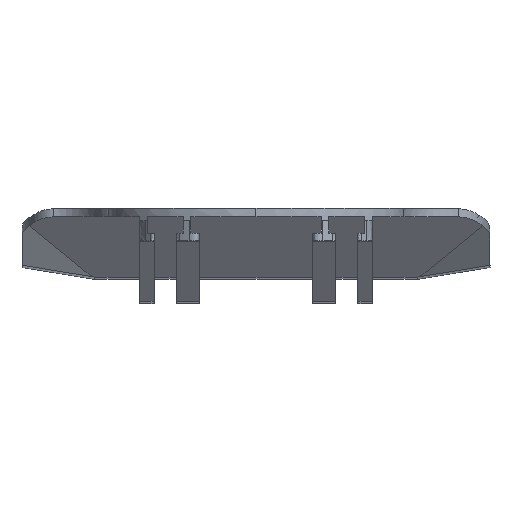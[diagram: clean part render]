
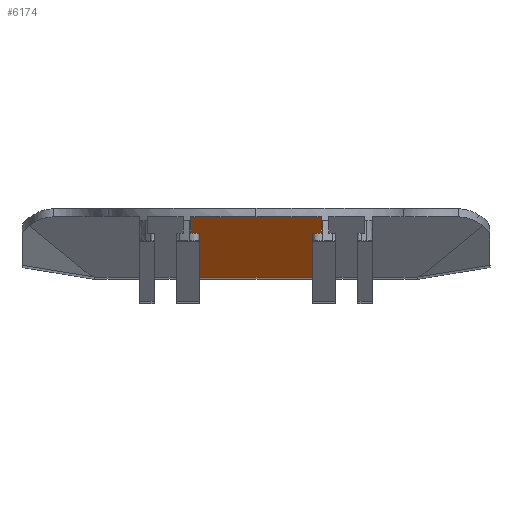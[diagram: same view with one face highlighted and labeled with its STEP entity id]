
A CAD part, top view. The second image highlights one B-rep face of the part: STEP entity #6174.
In plain terms, the highlighted planar face has unit normal (0, -0.937, 0.348).
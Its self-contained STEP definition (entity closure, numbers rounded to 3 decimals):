
#11 = ORIENTED_EDGE ( 'NONE', *, *, #646, .F. ) ;
#120 = LINE ( 'NONE', #7844, #2633 ) ;
#192 = LINE ( 'NONE', #1460, #4771 ) ;
#490 = LINE ( 'NONE', #3097, #5246 ) ;
#646 = EDGE_CURVE ( 'NONE', #7362, #5917, #192, .T. ) ;
#738 = CARTESIAN_POINT ( 'NONE',  ( -28.25, 36.5, 352.575 ) ) ;
#938 = VERTEX_POINT ( 'NONE', #2583 ) ;
#1035 = DIRECTION ( 'NONE',  ( 0., 0.348, 0.937 ) ) ;
#1159 = FACE_OUTER_BOUND ( 'NONE', #3663, .T. ) ;
#1451 = ORIENTED_EDGE ( 'NONE', *, *, #4201, .T. ) ;
#1460 = CARTESIAN_POINT ( 'NONE',  ( 28.25, 36.5, 352.575 ) ) ;
#1467 = CARTESIAN_POINT ( 'NONE',  ( 28.25, 10.5, 282.575 ) ) ;
#1956 = ORIENTED_EDGE ( 'NONE', *, *, #3001, .T. ) ;
#2583 = CARTESIAN_POINT ( 'NONE',  ( -28.25, 10.5, 282.575 ) ) ;
#2633 = VECTOR ( 'NONE', #3869, 1000. ) ;
#2759 = DIRECTION ( 'NONE',  ( 0., -0.348, -0.937 ) ) ;
#2924 = DIRECTION ( 'NONE',  ( 0., -0.348, -0.937 ) ) ;
#2940 = AXIS2_PLACEMENT_3D ( 'NONE', #4923, #5676, #1035 ) ;
#3001 = EDGE_CURVE ( 'NONE', #7362, #4017, #120, .T. ) ;
#3054 = DIRECTION ( 'NONE',  ( -1., 0., 0. ) ) ;
#3097 = CARTESIAN_POINT ( 'NONE',  ( 28.25, 10.5, 282.575 ) ) ;
#3663 = EDGE_LOOP ( 'NONE', ( #1956, #1451, #6697, #11 ) ) ;
#3869 = DIRECTION ( 'NONE',  ( -1., 0., 0. ) ) ;
#4017 = VERTEX_POINT ( 'NONE', #738 ) ;
#4201 = EDGE_CURVE ( 'NONE', #4017, #938, #4203, .T. ) ;
#4203 = LINE ( 'NONE', #4960, #5457 ) ;
#4771 = VECTOR ( 'NONE', #2759, 1000. ) ;
#4923 = CARTESIAN_POINT ( 'NONE',  ( 28.25, 36.5, 352.575 ) ) ;
#4960 = CARTESIAN_POINT ( 'NONE',  ( -28.25, 36.5, 352.575 ) ) ;
#5246 = VECTOR ( 'NONE', #3054, 1000. ) ;
#5457 = VECTOR ( 'NONE', #2924, 1000. ) ;
#5510 = CARTESIAN_POINT ( 'NONE',  ( 28.25, 36.5, 352.575 ) ) ;
#5676 = DIRECTION ( 'NONE',  ( 0., -0.937, 0.348 ) ) ;
#5917 = VERTEX_POINT ( 'NONE', #1467 ) ;
#6113 = EDGE_CURVE ( 'NONE', #5917, #938, #490, .T. ) ;
#6174 = ADVANCED_FACE ( 'NONE', ( #1159 ), #8141, .T. ) ;
#6697 = ORIENTED_EDGE ( 'NONE', *, *, #6113, .F. ) ;
#7362 = VERTEX_POINT ( 'NONE', #5510 ) ;
#7844 = CARTESIAN_POINT ( 'NONE',  ( 28.25, 36.5, 352.575 ) ) ;
#8141 = PLANE ( 'NONE',  #2940 ) ;
